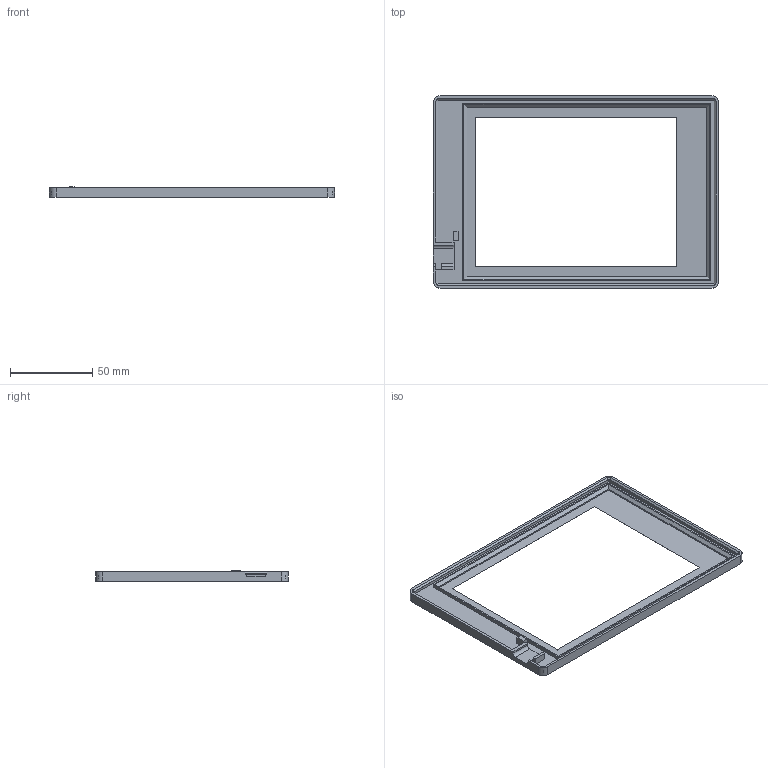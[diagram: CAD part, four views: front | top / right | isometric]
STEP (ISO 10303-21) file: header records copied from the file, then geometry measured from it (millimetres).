
FILE_DESCRIPTION(/* description */ (''),/* implementation_level */ '2;1');
FILE_NAME(/* name */ 'Inkplate 6plus Top (FLICK) v1.0.1_.step',/* time_stamp */ '2024-05-07T19:18:06+02:00',/* author */ (''),/* organization */ (''),/* preprocessor_version */ 'ST-DEVELOPER v20',/* originating_system */ 'Autodesk Translation Framework v12.20.1.177',/* authorisation */ '');
FILE_SCHEMA (('AUTOMOTIVE_DESIGN { 1 0 10303 214 3 1 1 }'));
Length unit declared in the file: millimetre
Products named in the file (1): Inkplate 6plus Top (FLICK) v1.0.0.
Bounding box: 173.28 x 116.8 x 6.6 mm (x, y, z)
Volume: 21748.5 mm3; surface area: 26691.1 mm2
Topology: 1 solids, 1 shells, 125 faces, 333 edges, 215 vertices
Faces by surface type: plane 82, bspline 28, cone 8, cylinder 7
Entity records: 4078 total; most frequent: CARTESIAN_POINT 1166, ORIENTED_EDGE 666, DIRECTION 499, EDGE_CURVE 333, LINE 251, VECTOR 251, VERTEX_POINT 215, EDGE_LOOP 132
